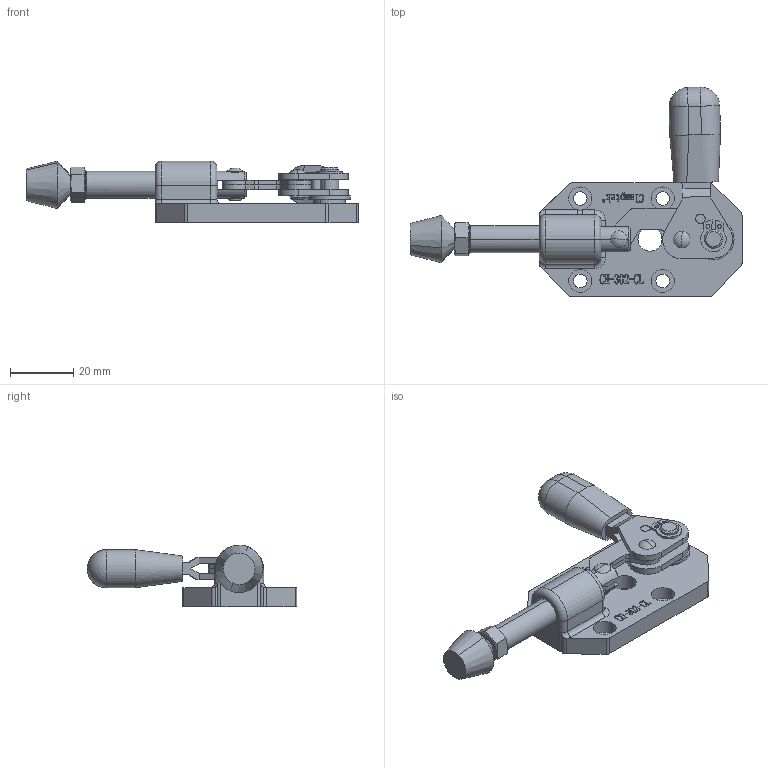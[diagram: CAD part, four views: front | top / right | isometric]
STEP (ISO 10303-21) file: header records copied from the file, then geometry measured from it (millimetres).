
FILE_DESCRIPTION (( 'STEP AP203' ), '1' );
FILE_NAME ('CH-302-CL.STEP', '2021-10-30T08:01:02', ( 'User' ), ( 'china' ), 'SwSTEP 2.0', 'SolidWorks 2018', '' );
FILE_SCHEMA (( 'CONFIG_CONTROL_DESIGN' ));
Length unit declared in the file: millimetre
Products named in the file (29): 忒梟; 菁釱; 傻种; M6蹟譫; 3X9.5; 階粣; CH-302-CR-07蝶杶; 蟀裝; FC064410; 轴6挡圈; CH-302-CL; 3X10.5; 翐种; 64-13-1す菜
Assembly tree (15 placements, depth 2):
  傻种
  M6蹟譫
  CH-302-CR-07蝶杶
  蟀裝
  轴6挡圈
Bounding box: 104.7 x 66.12 x 19.5 mm (x, y, z)
Volume: 25438.2 mm3; surface area: 17907.6 mm2
Topology: 14 solids, 14 shells, 939 faces, 2462 edges, 1614 vertices
Faces by surface type: plane 476, cylinder 238, bspline 168, cone 32, torus 23, sphere 2
Entity records: 45057 total; most frequent: CARTESIAN_POINT 20816, ORIENTED_EDGE 4792, DIRECTION 3946, EDGE_CURVE 2396, VERTEX_POINT 1576, LINE 1416, VECTOR 1416, AXIS2_PLACEMENT_3D 1265
